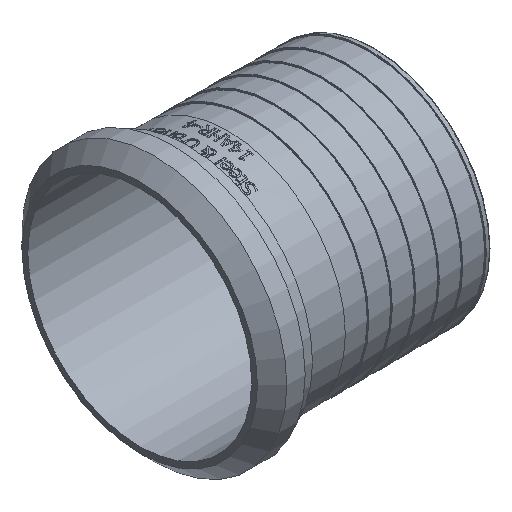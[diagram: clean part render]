
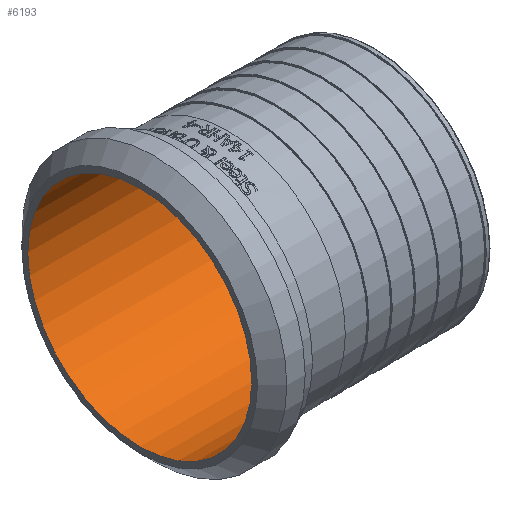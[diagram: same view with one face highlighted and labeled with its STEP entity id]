
A CAD part, isometric view. The second image highlights one B-rep face of the part: STEP entity #6193.
In plain terms, the highlighted cylindrical face has radius 48.412 mm (diameter 96.825 mm), a full revolution.
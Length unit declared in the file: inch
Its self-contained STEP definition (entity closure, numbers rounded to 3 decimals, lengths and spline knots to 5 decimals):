
#970=FACE_OUTER_BOUND('',#1346,.T.);
#1346=EDGE_LOOP('',(#5685,#5686,#5687,#5688,#5689,#5690,#5691));
#1534=CIRCLE('',#6618,1.906);
#1535=CIRCLE('',#6619,1.906);
#1539=CIRCLE('',#6623,1.906);
#1542=CIRCLE('',#6628,1.906);
#1543=CIRCLE('',#6629,1.906);
#1999=LINE('',#13253,#2420);
#2420=VECTOR('',#7892,1.906);
#3002=VERTEX_POINT('',#13235);
#3003=VERTEX_POINT('',#13236);
#3004=VERTEX_POINT('',#13238);
#3009=VERTEX_POINT('',#13252);
#3010=VERTEX_POINT('',#13254);
#3908=EDGE_CURVE('',#3002,#3003,#1534,.T.);
#3909=EDGE_CURVE('',#3003,#3004,#1535,.T.);
#3913=EDGE_CURVE('',#3004,#3002,#1539,.T.);
#3916=EDGE_CURVE('',#3003,#3009,#1999,.T.);
#3917=EDGE_CURVE('',#3010,#3009,#1542,.T.);
#3918=EDGE_CURVE('',#3009,#3010,#1543,.T.);
#5685=ORIENTED_EDGE('',*,*,#3908,.F.);
#5686=ORIENTED_EDGE('',*,*,#3913,.F.);
#5687=ORIENTED_EDGE('',*,*,#3909,.F.);
#5688=ORIENTED_EDGE('',*,*,#3916,.T.);
#5689=ORIENTED_EDGE('',*,*,#3917,.F.);
#5690=ORIENTED_EDGE('',*,*,#3918,.F.);
#5691=ORIENTED_EDGE('',*,*,#3916,.F.);
#5849=CYLINDRICAL_SURFACE('',#6627,1.906);
#6193=ADVANCED_FACE('',(#970),#5849,.F.);
#6618=AXIS2_PLACEMENT_3D('',#13237,#7872,#7873);
#6619=AXIS2_PLACEMENT_3D('',#13239,#7874,#7875);
#6623=AXIS2_PLACEMENT_3D('',#13245,#7882,#7883);
#6627=AXIS2_PLACEMENT_3D('',#13251,#7890,#7891);
#6628=AXIS2_PLACEMENT_3D('',#13255,#7893,#7894);
#6629=AXIS2_PLACEMENT_3D('',#13256,#7895,#7896);
#7872=DIRECTION('center_axis',(-1.,0.,0.));
#7873=DIRECTION('ref_axis',(0.,-1.,0.));
#7874=DIRECTION('center_axis',(-1.,0.,0.));
#7875=DIRECTION('ref_axis',(0.,-1.,0.));
#7882=DIRECTION('center_axis',(-1.,0.,0.));
#7883=DIRECTION('ref_axis',(0.,-1.,0.));
#7890=DIRECTION('center_axis',(1.,0.,0.));
#7891=DIRECTION('ref_axis',(0.,1.,0.));
#7892=DIRECTION('',(-1.,0.,0.));
#7893=DIRECTION('center_axis',(1.,0.,0.));
#7894=DIRECTION('ref_axis',(0.,1.,0.));
#7895=DIRECTION('center_axis',(1.,0.,0.));
#7896=DIRECTION('ref_axis',(0.,1.,0.));
#13235=CARTESIAN_POINT('',(3.97,1.906,0.));
#13236=CARTESIAN_POINT('',(3.97,-1.906,0.));
#13237=CARTESIAN_POINT('Origin',(3.97,0.,0.));
#13238=CARTESIAN_POINT('',(3.97,0.,1.906));
#13239=CARTESIAN_POINT('Origin',(3.97,0.,0.));
#13245=CARTESIAN_POINT('Origin',(3.97,0.,0.));
#13251=CARTESIAN_POINT('Origin',(2.,0.,0.));
#13252=CARTESIAN_POINT('',(0.,-1.906,0.));
#13253=CARTESIAN_POINT('',(2.,-1.906,0.));
#13254=CARTESIAN_POINT('',(0.,1.906,0.));
#13255=CARTESIAN_POINT('Origin',(0.,0.,0.));
#13256=CARTESIAN_POINT('Origin',(0.,0.,0.));
